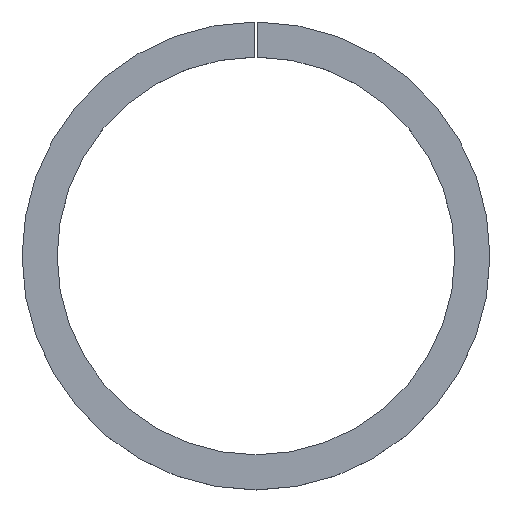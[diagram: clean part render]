
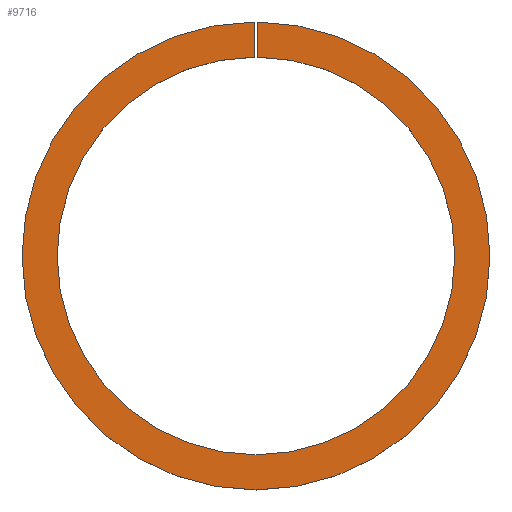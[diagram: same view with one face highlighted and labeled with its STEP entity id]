
A CAD part, top view. The second image highlights one B-rep face of the part: STEP entity #9716.
In plain terms, the highlighted planar face has unit normal (0, 0, 1).
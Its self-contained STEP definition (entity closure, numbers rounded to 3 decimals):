
#121 = VERTEX_POINT ( 'NONE', #9355 ) ;
#451 = EDGE_CURVE ( 'NONE', #5800, #121, #1826, .T. ) ;
#1148 = FACE_OUTER_BOUND ( 'NONE', #11354, .T. ) ;
#1325 = LINE ( 'NONE', #6241, #3295 ) ;
#1446 = DIRECTION ( 'NONE',  ( 0., 1., 0. ) ) ;
#1826 = CIRCLE ( 'NONE', #5274, 80. ) ;
#2510 = PLANE ( 'NONE',  #10133 ) ;
#2789 = CARTESIAN_POINT ( 'NONE',  ( 0.5, 0., 6. ) ) ;
#3295 = VECTOR ( 'NONE', #1446, 1000. ) ;
#3305 = CARTESIAN_POINT ( 'NONE',  ( 0., 0., 6. ) ) ;
#4351 = EDGE_CURVE ( 'NONE', #8219, #121, #1325, .T. ) ;
#4492 = DIRECTION ( 'NONE',  ( -1., 0., 0. ) ) ;
#4777 = CARTESIAN_POINT ( 'NONE',  ( 0.5, 67.998, 6. ) ) ;
#5126 = DIRECTION ( 'NONE',  ( 0., 0., -1. ) ) ;
#5274 = AXIS2_PLACEMENT_3D ( 'NONE', #3305, #5126, #9813 ) ;
#5402 = CARTESIAN_POINT ( 'NONE',  ( 0., -68., 6. ) ) ;
#5430 = ORIENTED_EDGE ( 'NONE', *, *, #6290, .T. ) ;
#5800 = VERTEX_POINT ( 'NONE', #6520 ) ;
#5834 = VERTEX_POINT ( 'NONE', #4777 ) ;
#6241 = CARTESIAN_POINT ( 'NONE',  ( -0.5, 0., 6. ) ) ;
#6290 = EDGE_CURVE ( 'NONE', #5834, #8219, #10138, .T. ) ;
#6520 = CARTESIAN_POINT ( 'NONE',  ( 0.5, 79.998, 6. ) ) ;
#7333 = AXIS2_PLACEMENT_3D ( 'NONE', #11398, #11518, #11482 ) ;
#7619 = DIRECTION ( 'NONE',  ( 0., 1., 0. ) ) ;
#8075 = VECTOR ( 'NONE', #7619, 1000. ) ;
#8132 = EDGE_CURVE ( 'NONE', #5834, #5800, #11494, .T. ) ;
#8219 = VERTEX_POINT ( 'NONE', #10601 ) ;
#8264 = ORIENTED_EDGE ( 'NONE', *, *, #451, .F. ) ;
#9355 = CARTESIAN_POINT ( 'NONE',  ( -0.5, 79.998, 6. ) ) ;
#9716 = ADVANCED_FACE ( 'NONE', ( #1148 ), #2510, .F. ) ;
#9813 = DIRECTION ( 'NONE',  ( -1., 0., 0. ) ) ;
#10133 = AXIS2_PLACEMENT_3D ( 'NONE', #5402, #11208, #4492 ) ;
#10138 = CIRCLE ( 'NONE', #7333, 68. ) ;
#10246 = ORIENTED_EDGE ( 'NONE', *, *, #8132, .F. ) ;
#10601 = CARTESIAN_POINT ( 'NONE',  ( -0.5, 67.998, 6. ) ) ;
#11208 = DIRECTION ( 'NONE',  ( 0., 0., -1. ) ) ;
#11354 = EDGE_LOOP ( 'NONE', ( #8264, #10246, #5430, #11991 ) ) ;
#11398 = CARTESIAN_POINT ( 'NONE',  ( 0., 0., 6. ) ) ;
#11482 = DIRECTION ( 'NONE',  ( -1., 0., 0. ) ) ;
#11494 = LINE ( 'NONE', #2789, #8075 ) ;
#11518 = DIRECTION ( 'NONE',  ( 0., 0., -1. ) ) ;
#11991 = ORIENTED_EDGE ( 'NONE', *, *, #4351, .T. ) ;
